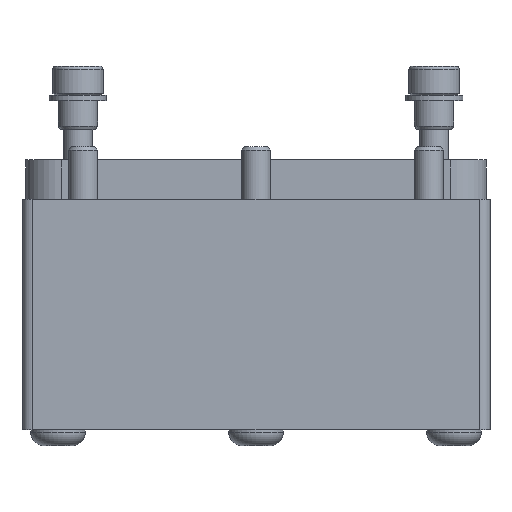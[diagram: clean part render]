
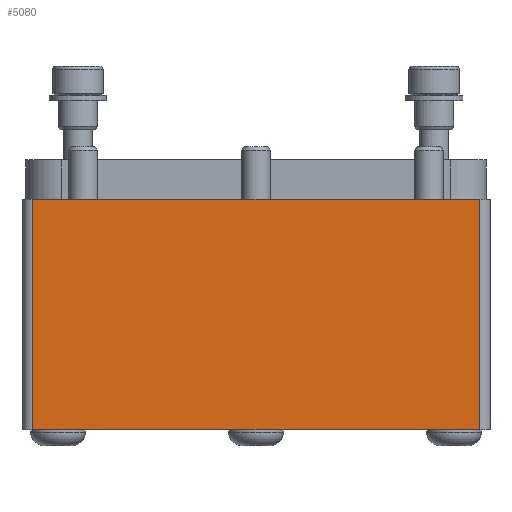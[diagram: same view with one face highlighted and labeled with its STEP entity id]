
A CAD part, front view. The second image highlights one B-rep face of the part: STEP entity #5080.
In plain terms, the highlighted face is planar.
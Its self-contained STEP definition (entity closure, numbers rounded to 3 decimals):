
#804=ORIENTED_EDGE('',*,*,#2253,.T.);
#805=ORIENTED_EDGE('',*,*,#2254,.F.);
#806=ORIENTED_EDGE('',*,*,#2233,.F.);
#807=ORIENTED_EDGE('',*,*,#2252,.T.);
#2233=EDGE_CURVE('',#2960,#2961,#3469,.T.);
#2252=EDGE_CURVE('',#2960,#2976,#3480,.T.);
#2253=EDGE_CURVE('',#2976,#2977,#3481,.T.);
#2254=EDGE_CURVE('',#2961,#2977,#3482,.T.);
#2960=VERTEX_POINT('',#7912);
#2961=VERTEX_POINT('',#7914);
#2976=VERTEX_POINT('',#7950);
#2977=VERTEX_POINT('',#7954);
#3469=LINE('',#7913,#3769);
#3480=LINE('',#7951,#3780);
#3481=LINE('',#7953,#3781);
#3482=LINE('',#7955,#3782);
#3769=VECTOR('',#6227,1000.);
#3780=VECTOR('',#6260,1000.);
#3781=VECTOR('',#6263,1000.);
#3782=VECTOR('',#6264,1000.);
#4060=EDGE_LOOP('',(#804,#805,#806,#807));
#4510=FACE_BOUND('',#4060,.T.);
#4955=PLANE('',#5514);
#5080=ADVANCED_FACE('',(#4510),#4955,.F.);
#5514=AXIS2_PLACEMENT_3D('',#7952,#6261,#6262);
#6227=DIRECTION('',(1.,0.,0.));
#6260=DIRECTION('',(0.,-1.,0.));
#6261=DIRECTION('',(0.,0.,-1.));
#6262=DIRECTION('',(-1.,0.,0.));
#6263=DIRECTION('',(1.,0.,0.));
#6264=DIRECTION('',(0.,-1.,0.));
#7912=CARTESIAN_POINT('',(-31.,32.,77.5));
#7913=CARTESIAN_POINT('',(-31.,32.,77.5));
#7914=CARTESIAN_POINT('',(31.,32.,77.5));
#7950=CARTESIAN_POINT('',(-31.,0.,77.5));
#7951=CARTESIAN_POINT('',(-31.,32.,77.5));
#7952=CARTESIAN_POINT('',(-31.,32.,77.5));
#7953=CARTESIAN_POINT('',(-31.,0.,77.5));
#7954=CARTESIAN_POINT('',(31.,0.,77.5));
#7955=CARTESIAN_POINT('',(31.,32.,77.5));
